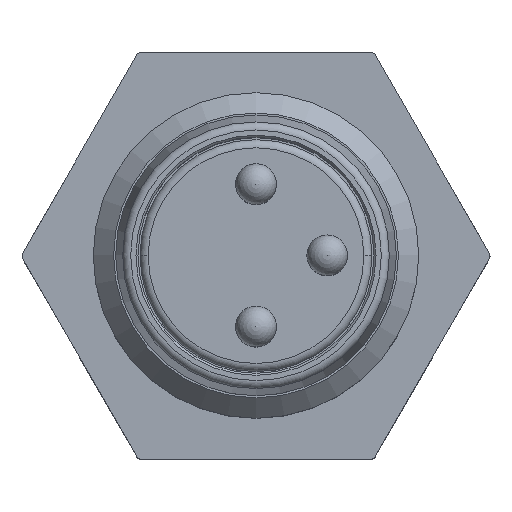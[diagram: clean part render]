
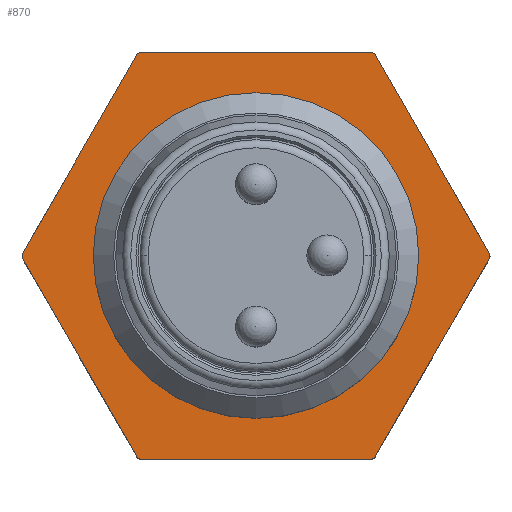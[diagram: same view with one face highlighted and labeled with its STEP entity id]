
A CAD part, top view. The second image highlights one B-rep face of the part: STEP entity #870.
In plain terms, the highlighted planar face has unit normal (0, 0, 1).
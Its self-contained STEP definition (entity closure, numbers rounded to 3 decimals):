
#584=PLANE('',#2431);
#705=LINE('',#3360,#786);
#706=LINE('',#3364,#787);
#707=LINE('',#3368,#788);
#708=LINE('',#3372,#789);
#709=LINE('',#3376,#790);
#710=LINE('',#3380,#791);
#786=VECTOR('',#2730,1.);
#787=VECTOR('',#2733,1.);
#788=VECTOR('',#2736,1.);
#789=VECTOR('',#2739,1.);
#790=VECTOR('',#2742,1.);
#791=VECTOR('',#2745,1.);
#870=ADVANCED_FACE('',(#1048,#1049),#584,.F.);
#1048=FACE_BOUND('',#1134,.T.);
#1049=FACE_BOUND('',#1135,.T.);
#1134=EDGE_LOOP('',(#1311));
#1135=EDGE_LOOP('',(#1312,#1313,#1314,#1315,#1316,#1317,#1318,#1319,#1320,
#1321,#1322,#1323));
#1311=ORIENTED_EDGE('',*,*,#2011,.T.);
#1312=ORIENTED_EDGE('',*,*,#2012,.F.);
#1313=ORIENTED_EDGE('',*,*,#2013,.T.);
#1314=ORIENTED_EDGE('',*,*,#2014,.F.);
#1315=ORIENTED_EDGE('',*,*,#2015,.T.);
#1316=ORIENTED_EDGE('',*,*,#2016,.F.);
#1317=ORIENTED_EDGE('',*,*,#2017,.T.);
#1318=ORIENTED_EDGE('',*,*,#2018,.F.);
#1319=ORIENTED_EDGE('',*,*,#2019,.F.);
#1320=ORIENTED_EDGE('',*,*,#2020,.F.);
#1321=ORIENTED_EDGE('',*,*,#2021,.F.);
#1322=ORIENTED_EDGE('',*,*,#2022,.F.);
#1323=ORIENTED_EDGE('',*,*,#2023,.F.);
#1833=VERTEX_POINT('',#3356);
#1834=VERTEX_POINT('',#3358);
#1835=VERTEX_POINT('',#3359);
#1836=VERTEX_POINT('',#3361);
#1837=VERTEX_POINT('',#3363);
#1838=VERTEX_POINT('',#3365);
#1839=VERTEX_POINT('',#3367);
#1840=VERTEX_POINT('',#3369);
#1841=VERTEX_POINT('',#3371);
#1842=VERTEX_POINT('',#3373);
#1843=VERTEX_POINT('',#3375);
#1844=VERTEX_POINT('',#3377);
#1845=VERTEX_POINT('',#3379);
#2011=EDGE_CURVE('',#1833,#1833,#2268,.T.);
#2012=EDGE_CURVE('',#1834,#1835,#2269,.T.);
#2013=EDGE_CURVE('',#1834,#1836,#705,.T.);
#2014=EDGE_CURVE('',#1837,#1836,#2270,.T.);
#2015=EDGE_CURVE('',#1837,#1838,#706,.T.);
#2016=EDGE_CURVE('',#1839,#1838,#2271,.T.);
#2017=EDGE_CURVE('',#1839,#1840,#707,.T.);
#2018=EDGE_CURVE('',#1841,#1840,#2272,.T.);
#2019=EDGE_CURVE('',#1842,#1841,#708,.T.);
#2020=EDGE_CURVE('',#1843,#1842,#2273,.T.);
#2021=EDGE_CURVE('',#1844,#1843,#709,.T.);
#2022=EDGE_CURVE('',#1845,#1844,#2274,.T.);
#2023=EDGE_CURVE('',#1835,#1845,#710,.T.);
#2268=CIRCLE('',#2424,3.4);
#2269=CIRCLE('',#2425,5.75);
#2270=CIRCLE('',#2426,5.75);
#2271=CIRCLE('',#2427,5.75);
#2272=CIRCLE('',#2428,5.75);
#2273=CIRCLE('',#2429,5.75);
#2274=CIRCLE('',#2430,5.75);
#2424=AXIS2_PLACEMENT_3D('',#3355,#2726,#2727);
#2425=AXIS2_PLACEMENT_3D('',#3357,#2728,#2729);
#2426=AXIS2_PLACEMENT_3D('',#3362,#2731,#2732);
#2427=AXIS2_PLACEMENT_3D('',#3366,#2734,#2735);
#2428=AXIS2_PLACEMENT_3D('',#3370,#2737,#2738);
#2429=AXIS2_PLACEMENT_3D('',#3374,#2740,#2741);
#2430=AXIS2_PLACEMENT_3D('',#3378,#2743,#2744);
#2431=AXIS2_PLACEMENT_3D('',#3381,#2746,#2747);
#2726=DIRECTION('',(0.,0.,-1.));
#2727=DIRECTION('',(0.,-1.,0.));
#2728=DIRECTION('',(0.,0.,-1.));
#2729=DIRECTION('',(0.,-1.,0.));
#2730=DIRECTION('',(0.5,-0.866,0.));
#2731=DIRECTION('',(0.,0.,-1.));
#2732=DIRECTION('',(0.,-1.,0.));
#2733=DIRECTION('',(1.,0.,0.));
#2734=DIRECTION('',(0.,0.,-1.));
#2735=DIRECTION('',(0.,-1.,0.));
#2736=DIRECTION('',(0.5,0.866,0.));
#2737=DIRECTION('',(0.,0.,-1.));
#2738=DIRECTION('',(0.,-1.,0.));
#2739=DIRECTION('',(0.5,-0.866,0.));
#2740=DIRECTION('',(0.,0.,-1.));
#2741=DIRECTION('',(0.,-1.,0.));
#2742=DIRECTION('',(1.,0.,0.));
#2743=DIRECTION('',(0.,0.,-1.));
#2744=DIRECTION('',(0.,-1.,0.));
#2745=DIRECTION('',(0.5,0.866,0.));
#2746=DIRECTION('',(0.,0.,-1.));
#2747=DIRECTION('',(0.,-1.,0.));
#3355=CARTESIAN_POINT('',(-230.,10.,0.));
#3356=CARTESIAN_POINT('',(-230.,6.6,0.));
#3357=CARTESIAN_POINT('',(-230.,10.,0.));
#3358=CARTESIAN_POINT('',(-235.75,9.959,0.));
#3359=CARTESIAN_POINT('',(-235.75,10.041,0.));
#3360=CARTESIAN_POINT('',(-234.33,7.5,0.));
#3361=CARTESIAN_POINT('',(-232.91,5.041,0.));
#3362=CARTESIAN_POINT('',(-230.,10.,0.));
#3363=CARTESIAN_POINT('',(-232.839,5.,0.));
#3364=CARTESIAN_POINT('',(-230.,5.,0.));
#3365=CARTESIAN_POINT('',(-227.161,5.,0.));
#3366=CARTESIAN_POINT('',(-230.,10.,0.));
#3367=CARTESIAN_POINT('',(-227.09,5.041,0.));
#3368=CARTESIAN_POINT('',(-225.67,7.5,0.));
#3369=CARTESIAN_POINT('',(-224.25,9.959,0.));
#3370=CARTESIAN_POINT('',(-230.,10.,0.));
#3371=CARTESIAN_POINT('',(-224.25,10.041,0.));
#3372=CARTESIAN_POINT('',(-225.67,12.5,0.));
#3373=CARTESIAN_POINT('',(-227.09,14.959,0.));
#3374=CARTESIAN_POINT('',(-230.,10.,0.));
#3375=CARTESIAN_POINT('',(-227.161,15.,0.));
#3376=CARTESIAN_POINT('',(-230.,15.,0.));
#3377=CARTESIAN_POINT('',(-232.839,15.,0.));
#3378=CARTESIAN_POINT('',(-230.,10.,0.));
#3379=CARTESIAN_POINT('',(-232.91,14.959,0.));
#3380=CARTESIAN_POINT('',(-234.33,12.5,0.));
#3381=CARTESIAN_POINT('',(-230.,10.,0.));
